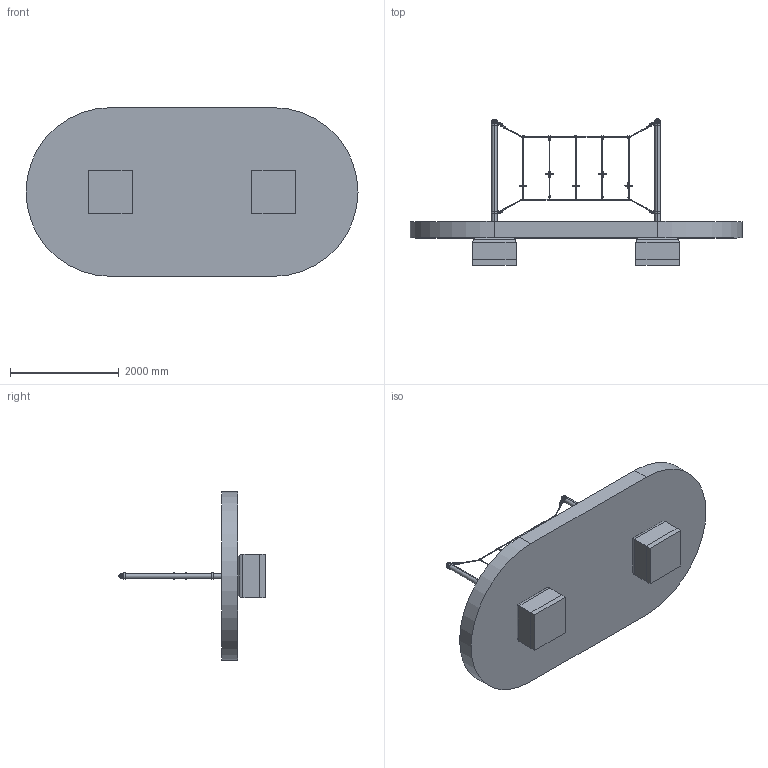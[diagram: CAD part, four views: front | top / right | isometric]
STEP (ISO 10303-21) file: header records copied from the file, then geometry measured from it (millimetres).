
FILE_DESCRIPTION (( 'STEP AP214' ), '1' );
FILE_NAME ('4960-7.STEP', '2018-04-30T06:51:12', ( '' ), ( '' ), 'SwSTEP 2.0', 'SolidWorks 2016', '' );
FILE_SCHEMA (( 'AUTOMOTIVE_DESIGN' ));
Length unit declared in the file: millimetre
Products named in the file (16): 55-10-1169K - VA -Schäkel M10 kurz; Seil 2,00 m lang; Seil 399,97; Rote Kappe für Rohr Ø 102 mm; Fundament 800 x 800 x 500; 70-02 -T-Stück fest; kleiner blauer Teller; 5 x Seil; Rohr ﾘ 102, 2,5 m lang; 70-06-456F - Seilstopper ALT; Adapter-4960-7; 35-102 - Pfostenschelle f黵 102er Rohr; Schelle f黵 102er Rohr; Fallschutz1; 4960-7; 457-04 - Kunststoff Kausche
Assembly tree (60 placements, depth 2):
  Schelle f黵 102er Rohr
  4960-7
    70-02 -T-Stück fest  x11
    5 x Seil  x5
    kleiner blauer Teller  x5
    70-06-456F - Seilstopper ALT  x10
    Rohr ﾘ 102, 2,5 m lang  x2
    Fundament 800 x 800 x 500  x2
    Rote Kappe für Rohr Ø 102 mm  x2
    Fallschutz1
    55-10-1169K - VA -Schäkel M10 kurz  x4
    457-04 - Kunststoff Kausche  x4
    Seil 399,97  x4
    Seil 2,00 m lang  x2
    35-102 - Pfostenschelle f黵 102er Rohr  x4
    Adapter-4960-7  x4
Bounding box: 6100 x 2689.36 x 3100 mm (x, y, z)
Volume: 5753758782.8 mm3; surface area: 51472613.9 mm2
Topology: 78 solids, 78 shells, 2083 faces, 4850 edges, 2960 vertices
Faces by surface type: cylinder 726, plane 561, torus 394, cone 250, bspline 152
Entity records: 17789 total; most frequent: CARTESIAN_POINT 6364, DIRECTION 2191, ORIENTED_EDGE 2084, EDGE_CURVE 1042, AXIS2_PLACEMENT_3D 864, VERTEX_POINT 645, EDGE_LOOP 485, VECTOR 463
